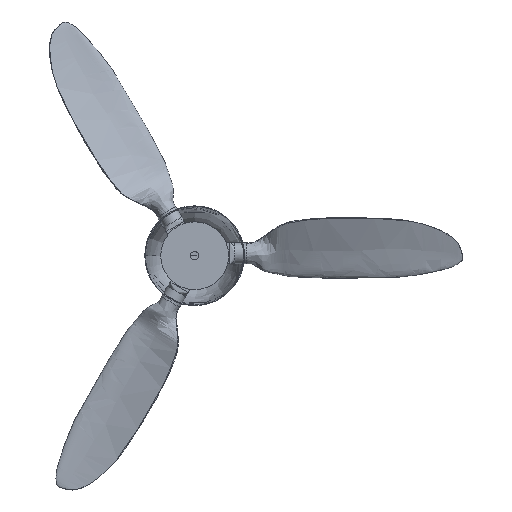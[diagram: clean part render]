
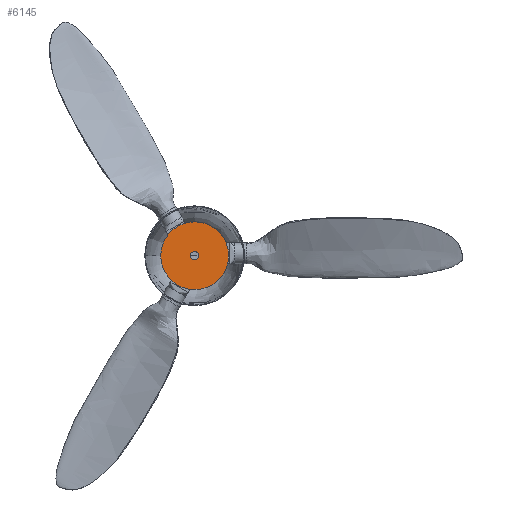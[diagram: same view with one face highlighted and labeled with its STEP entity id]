
A CAD part, left-side view. The second image highlights one B-rep face of the part: STEP entity #6145.
In plain terms, the highlighted planar face has unit normal (-1, 0, 0).
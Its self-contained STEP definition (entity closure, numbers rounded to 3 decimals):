
#732 = CARTESIAN_POINT ( 'NONE',  ( 43.47, -2.388, 51.515 ) ) ;
#843 = CARTESIAN_POINT ( 'NONE',  ( 43.47, -2.388, -4.137 ) ) ;
#1722 = ORIENTED_EDGE ( 'NONE', *, *, #3158, .F. ) ;
#1729 = EDGE_CURVE ( 'NONE', #7429, #14091, #8186, .T. ) ;
#2015 = CARTESIAN_POINT ( 'NONE',  ( 43.47, -2.388, -11.137 ) ) ;
#2189 = DIRECTION ( 'NONE',  ( 0., 0., 1. ) ) ;
#2590 = AXIS2_PLACEMENT_3D ( 'NONE', #12520, #4580, #13858 ) ;
#2773 = CARTESIAN_POINT ( 'NONE',  ( 43.47, -2.388, -4.137 ) ) ;
#3158 = EDGE_CURVE ( 'NONE', #13921, #6095, #13812, .T. ) ;
#3288 = CARTESIAN_POINT ( 'NONE',  ( 43.47, -2.388, -59.788 ) ) ;
#3868 = ORIENTED_EDGE ( 'NONE', *, *, #7232, .F. ) ;
#4580 = DIRECTION ( 'NONE',  ( -1., 0., 0. ) ) ;
#4757 = DIRECTION ( 'NONE',  ( -1., 0., 0. ) ) ;
#4879 = CARTESIAN_POINT ( 'NONE',  ( 43.47, -2.388, -4.137 ) ) ;
#5053 = CARTESIAN_POINT ( 'NONE',  ( 43.47, -2.388, 2.863 ) ) ;
#5221 = EDGE_LOOP ( 'NONE', ( #1722, #3868 ) ) ;
#5976 = EDGE_CURVE ( 'NONE', #14091, #7429, #8374, .T. ) ;
#6095 = VERTEX_POINT ( 'NONE', #5053 ) ;
#6145 = ADVANCED_FACE ( 'NONE', ( #10640, #7322 ), #11489, .T. ) ;
#7232 = EDGE_CURVE ( 'NONE', #6095, #13921, #8994, .T. ) ;
#7322 = FACE_BOUND ( 'NONE', #5221, .T. ) ;
#7429 = VERTEX_POINT ( 'NONE', #3288 ) ;
#7467 = DIRECTION ( 'NONE',  ( 0., 0., 1. ) ) ;
#7714 = DIRECTION ( 'NONE',  ( 0., 0., 1. ) ) ;
#8186 = CIRCLE ( 'NONE', #11503, 55.652 ) ;
#8374 = CIRCLE ( 'NONE', #15867, 55.652 ) ;
#8994 = CIRCLE ( 'NONE', #2590, 7. ) ;
#10171 = DIRECTION ( 'NONE',  ( -1., 0., 0. ) ) ;
#10640 = FACE_OUTER_BOUND ( 'NONE', #12586, .T. ) ;
#10996 = ORIENTED_EDGE ( 'NONE', *, *, #1729, .T. ) ;
#11489 = PLANE ( 'NONE',  #14517 ) ;
#11503 = AXIS2_PLACEMENT_3D ( 'NONE', #2773, #13459, #7467 ) ;
#12520 = CARTESIAN_POINT ( 'NONE',  ( 43.47, -2.388, -4.137 ) ) ;
#12586 = EDGE_LOOP ( 'NONE', ( #10996, #14747 ) ) ;
#12701 = CARTESIAN_POINT ( 'NONE',  ( 43.47, -2.388, -4.137 ) ) ;
#13459 = DIRECTION ( 'NONE',  ( -1., 0., 0. ) ) ;
#13812 = CIRCLE ( 'NONE', #16819, 7. ) ;
#13858 = DIRECTION ( 'NONE',  ( 0., 0., 1. ) ) ;
#13921 = VERTEX_POINT ( 'NONE', #2015 ) ;
#14035 = DIRECTION ( 'NONE',  ( 0., 0., 1. ) ) ;
#14091 = VERTEX_POINT ( 'NONE', #732 ) ;
#14517 = AXIS2_PLACEMENT_3D ( 'NONE', #4879, #15650, #7714 ) ;
#14747 = ORIENTED_EDGE ( 'NONE', *, *, #5976, .T. ) ;
#15650 = DIRECTION ( 'NONE',  ( -1., 0., 0. ) ) ;
#15867 = AXIS2_PLACEMENT_3D ( 'NONE', #843, #10171, #2189 ) ;
#16819 = AXIS2_PLACEMENT_3D ( 'NONE', #12701, #4757, #14035 ) ;
